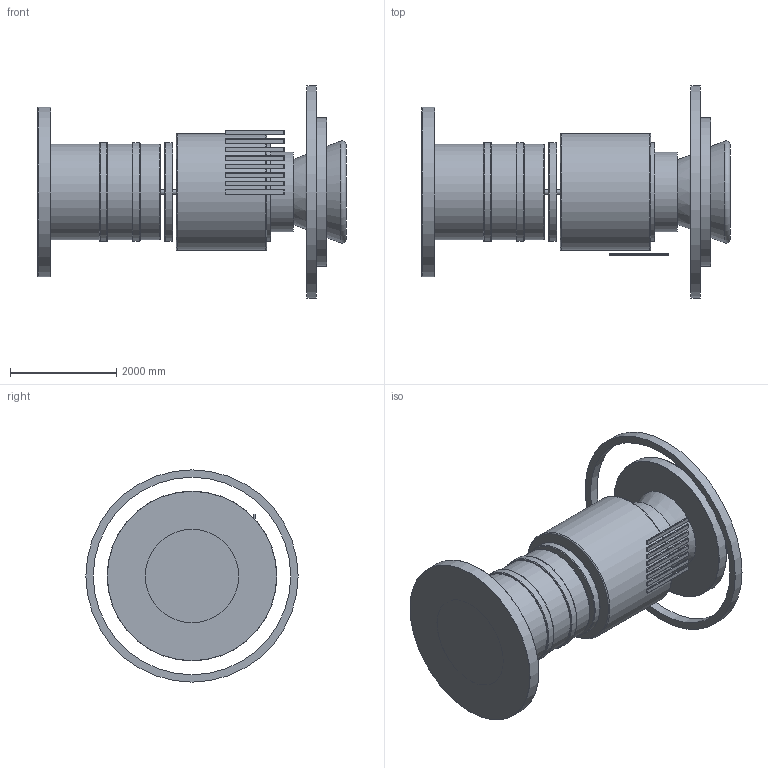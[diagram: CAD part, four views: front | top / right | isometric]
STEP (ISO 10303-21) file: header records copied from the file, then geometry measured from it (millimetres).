
FILE_DESCRIPTION(('FreeCAD Model'),'2;1');
FILE_NAME('Open CASCADE Shape Model','2025-11-04T16:13:27',('Author'),( ''),'Open CASCADE STEP processor 7.8','FreeCAD','Unknown');
FILE_SCHEMA(('AUTOMOTIVE_DESIGN { 1 0 10303 214 1 1 1 1 }'));
Length unit declared in the file: millimetre
Products named in the file (12): Unified_ExtremeShield_Probe; Main_Nozzle; Structural_Bands; Rear_Guard_Ring; Reactor_Core; Radiator_Panels; Mast; Truss_Armor; Antenna_Dish; Rear_TPS; Hull_Solid; Front_TPS
Bounding box: 5810 x 4000 x 4000 mm (x, y, z)
Volume: 42970563679.6 mm3; surface area: 228308480 mm2
Topology: 34 solids, 34 shells, 541 faces, 1084 edges, 497 vertices
Faces by surface type: cylinder 222, plane 150, sphere 128, torus 37, cone 4
Full cylindrical faces by diameter (mm): 96 x3, 520 x1, 1500 x2, 1800 x4, 1864 x10, 2200 x2, 2800 x2, 3200 x2, 3720 x2, 4000 x2
Entity records: 24922 total; most frequent: CARTESIAN_POINT 4490, DIRECTION 3888, ORIENTED_EDGE 1910, PCURVE 1910, DEFINITIONAL_REPRESENTATION 1910, LINE 1687, VECTOR 1687, AXIS2_PLACEMENT_3D 1067
